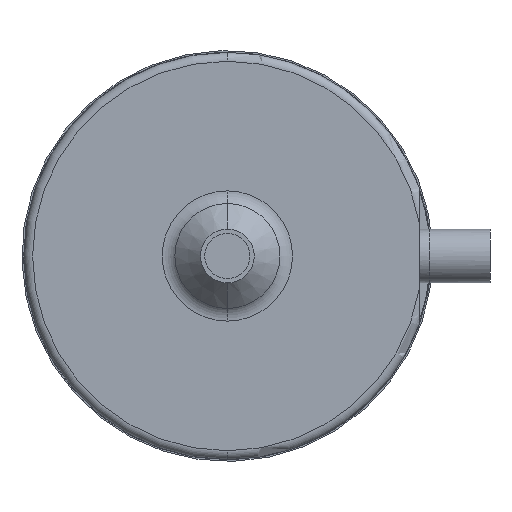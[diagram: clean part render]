
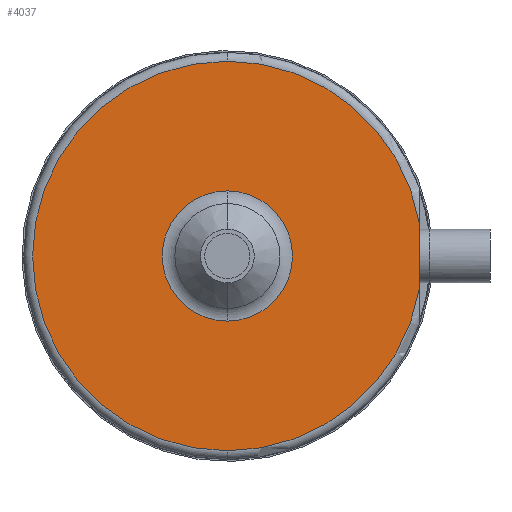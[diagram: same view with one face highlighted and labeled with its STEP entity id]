
A CAD part, front view. The second image highlights one B-rep face of the part: STEP entity #4037.
In plain terms, the highlighted planar face has unit normal (0, -1, 0).
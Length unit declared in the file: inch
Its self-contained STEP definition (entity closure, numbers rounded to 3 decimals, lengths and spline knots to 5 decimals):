
#122 = CIRCLE ( 'NONE', #423, 2.725 ) ;
#215 = FACE_OUTER_BOUND ( 'NONE', #418, .T. ) ;
#330 = AXIS2_PLACEMENT_3D ( 'NONE', #644, #5344, #1606 ) ;
#418 = EDGE_LOOP ( 'NONE', ( #1976, #3217, #3988, #6378 ) ) ;
#423 = AXIS2_PLACEMENT_3D ( 'NONE', #3991, #5612, #883 ) ;
#439 = EDGE_CURVE ( 'NONE', #1010, #5716, #5908, .T. ) ;
#644 = CARTESIAN_POINT ( 'NONE',  ( -2.39197, -0.7477, 0. ) ) ;
#793 = VECTOR ( 'NONE', #4707, 39.37008 ) ;
#856 = CARTESIAN_POINT ( 'NONE',  ( -1.48083, -0.7477, 0. ) ) ;
#883 = DIRECTION ( 'NONE',  ( 0., 0., -1. ) ) ;
#1010 = VERTEX_POINT ( 'NONE', #5848 ) ;
#1083 = EDGE_CURVE ( 'NONE', #2038, #3833, #6741, .T. ) ;
#1270 = EDGE_CURVE ( 'NONE', #5716, #2038, #122, .T. ) ;
#1496 = VERTEX_POINT ( 'NONE', #4967 ) ;
#1557 = AXIS2_PLACEMENT_3D ( 'NONE', #4240, #3137, #6344 ) ;
#1581 = ORIENTED_EDGE ( 'NONE', *, *, #1970, .F. ) ;
#1606 = DIRECTION ( 'NONE',  ( 0., 0., -1. ) ) ;
#1866 = EDGE_CURVE ( 'NONE', #1496, #6687, #4567, .T. ) ;
#1942 = DIRECTION ( 'NONE',  ( 0., 0., -1. ) ) ;
#1970 = EDGE_CURVE ( 'NONE', #6687, #1496, #6309, .T. ) ;
#1976 = ORIENTED_EDGE ( 'NONE', *, *, #4935, .F. ) ;
#2007 = FACE_BOUND ( 'NONE', #3940, .T. ) ;
#2038 = VERTEX_POINT ( 'NONE', #5353 ) ;
#3137 = DIRECTION ( 'NONE',  ( 0., -1., 0. ) ) ;
#3217 = ORIENTED_EDGE ( 'NONE', *, *, #439, .T. ) ;
#3345 = AXIS2_PLACEMENT_3D ( 'NONE', #856, #3506, #4551 ) ;
#3448 = LINE ( 'NONE', #4639, #793 ) ;
#3506 = DIRECTION ( 'NONE',  ( 0., -1., 0. ) ) ;
#3543 = DIRECTION ( 'NONE',  ( 0., -1., 0. ) ) ;
#3590 = DIRECTION ( 'NONE',  ( 0., 0., -1. ) ) ;
#3688 = AXIS2_PLACEMENT_3D ( 'NONE', #6763, #6808, #3590 ) ;
#3833 = VERTEX_POINT ( 'NONE', #6121 ) ;
#3940 = EDGE_LOOP ( 'NONE', ( #3968, #1581 ) ) ;
#3968 = ORIENTED_EDGE ( 'NONE', *, *, #1866, .F. ) ;
#3988 = ORIENTED_EDGE ( 'NONE', *, *, #1270, .T. ) ;
#3991 = CARTESIAN_POINT ( 'NONE',  ( -2.39197, -0.7477, 0. ) ) ;
#4027 = CARTESIAN_POINT ( 'NONE',  ( -2.39197, -0.7477, 2.725 ) ) ;
#4037 = ADVANCED_FACE ( 'NONE', ( #215, #2007 ), #5636, .T. ) ;
#4240 = CARTESIAN_POINT ( 'NONE',  ( -2.39197, -0.7477, 0. ) ) ;
#4551 = DIRECTION ( 'NONE',  ( 0., 0., -1. ) ) ;
#4567 = CIRCLE ( 'NONE', #3688, 0.91114 ) ;
#4639 = CARTESIAN_POINT ( 'NONE',  ( 0.29303, -0.7477, 0. ) ) ;
#4707 = DIRECTION ( 'NONE',  ( 0., 0., -1. ) ) ;
#4853 = AXIS2_PLACEMENT_3D ( 'NONE', #5629, #3543, #1942 ) ;
#4935 = EDGE_CURVE ( 'NONE', #1010, #3833, #3448, .T. ) ;
#4967 = CARTESIAN_POINT ( 'NONE',  ( -2.39197, -0.7477, -0.91114 ) ) ;
#5344 = DIRECTION ( 'NONE',  ( 0., -1., 0. ) ) ;
#5353 = CARTESIAN_POINT ( 'NONE',  ( -2.39197, -0.7477, -2.725 ) ) ;
#5612 = DIRECTION ( 'NONE',  ( 0., -1., 0. ) ) ;
#5629 = CARTESIAN_POINT ( 'NONE',  ( -2.39197, -0.7477, 0. ) ) ;
#5636 = PLANE ( 'NONE',  #3345 ) ;
#5716 = VERTEX_POINT ( 'NONE', #4027 ) ;
#5829 = CARTESIAN_POINT ( 'NONE',  ( -2.39197, -0.7477, 0.91114 ) ) ;
#5848 = CARTESIAN_POINT ( 'NONE',  ( 0.29303, -0.7477, 0.46519 ) ) ;
#5908 = CIRCLE ( 'NONE', #4853, 2.725 ) ;
#6121 = CARTESIAN_POINT ( 'NONE',  ( 0.29303, -0.7477, -0.46519 ) ) ;
#6309 = CIRCLE ( 'NONE', #1557, 0.91114 ) ;
#6344 = DIRECTION ( 'NONE',  ( 0., 0., -1. ) ) ;
#6378 = ORIENTED_EDGE ( 'NONE', *, *, #1083, .T. ) ;
#6687 = VERTEX_POINT ( 'NONE', #5829 ) ;
#6741 = CIRCLE ( 'NONE', #330, 2.725 ) ;
#6763 = CARTESIAN_POINT ( 'NONE',  ( -2.39197, -0.7477, 0. ) ) ;
#6808 = DIRECTION ( 'NONE',  ( 0., -1., 0. ) ) ;
